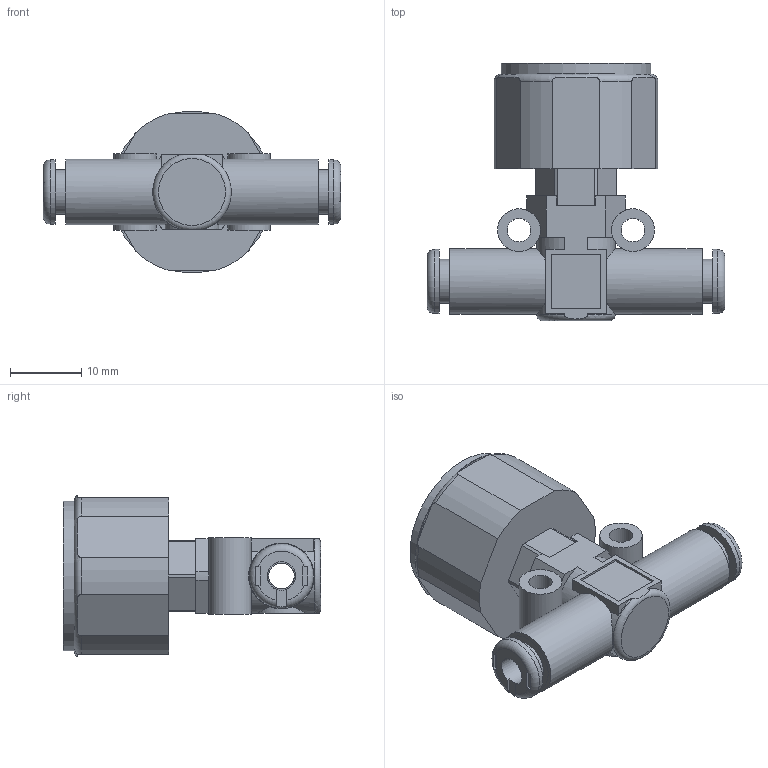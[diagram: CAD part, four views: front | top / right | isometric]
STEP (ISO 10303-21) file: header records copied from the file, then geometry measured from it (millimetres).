
FILE_DESCRIPTION( ( 'STEP AP214' ), ' ' );
FILE_NAME( '9067001.stp', '2017-03-31T09:46:47', ( '' ), ( '' ), ' ', 'PARTsolutions', ' ' );
FILE_SCHEMA( ( 'AUTOMOTIVE_DESIGN { 1 0 10303 214 1 1 1 1 }' ) );
Length unit declared in the file: millimetre
Products named in the file (4): 9067001; _LINE-ON-LINE D4 V2v/V3V_L body; _LINE-ON-LINE D4 VNR-L bushing; _LINE ON LINE D4 MAN-L man
Assembly tree (4 placements, depth 2):
  9067001
    _LINE-ON-LINE D4 V2v/V3V_L body
    _LINE-ON-LINE D4 VNR-L bushing  x2
    _LINE ON LINE D4 MAN-L man
Bounding box: 41.8 x 36.1 x 22.65 mm (x, y, z)
Volume: 8792.4 mm3; surface area: 6035.1 mm2
Topology: 4 solids, 4 shells, 214 faces, 524 edges, 348 vertices
Faces by surface type: plane 149, cylinder 57, torus 4, cone 4
Full cylindrical faces by diameter (mm): 3.3 x2, 3.6 x2, 4 x2, 4.1 x2, 6 x3, 6.2 x4, 6.5 x4, 7.5 x2, 7.8 x1, 8.1 x4, 9 x2, 9.2 x2, 17.61 x1, 17.91 x1, 18.86 x1, 20.96 x1
Entity records: 7345 total; most frequent: CARTESIAN_POINT 1477, DIRECTION 875, ORIENTED_EDGE 830, EDGE_CURVE 415, AXIS2_PLACEMENT_3D 308, VERTEX_POINT 296, EDGE_LOOP 263, LINE 259
